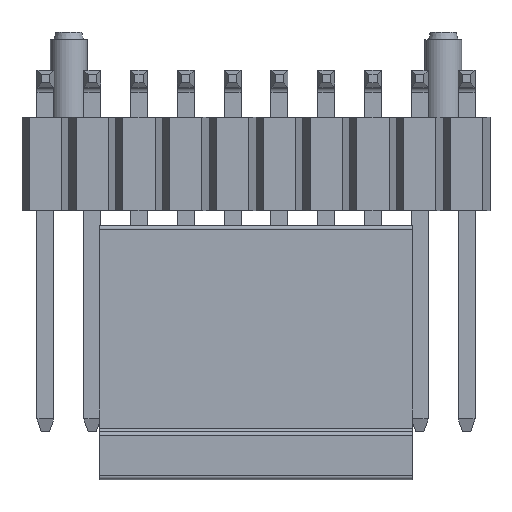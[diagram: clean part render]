
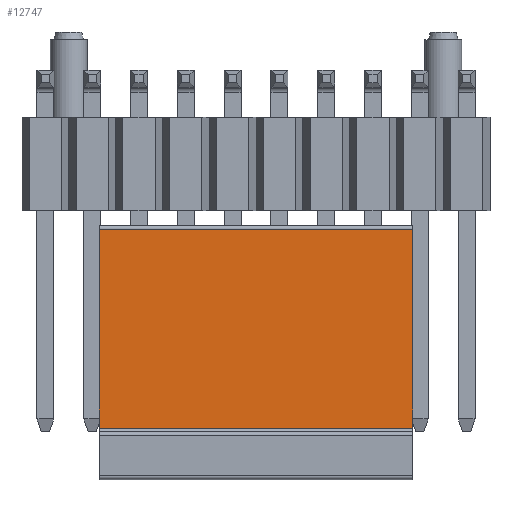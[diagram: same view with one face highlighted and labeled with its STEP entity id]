
A CAD part, front view. The second image highlights one B-rep face of the part: STEP entity #12747.
In plain terms, the highlighted face is planar.
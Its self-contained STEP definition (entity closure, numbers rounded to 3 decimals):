
#1011=FACE_OUTER_BOUND('',#1785,.T.);
#1785=EDGE_LOOP('',(#10557,#10558,#10559,#10560));
#3277=LINE('',#20280,#4775);
#3278=LINE('',#20284,#4776);
#3279=LINE('',#20286,#4777);
#3280=LINE('',#20287,#4778);
#4775=VECTOR('',#16928,1.);
#4776=VECTOR('',#16933,1.);
#4777=VECTOR('',#16934,1.);
#4778=VECTOR('',#16935,1.);
#5739=VERTEX_POINT('',#20277);
#5740=VERTEX_POINT('',#20279);
#5741=VERTEX_POINT('',#20283);
#5742=VERTEX_POINT('',#20285);
#7376=EDGE_CURVE('',#5740,#5739,#3277,.T.);
#7378=EDGE_CURVE('',#5739,#5741,#3278,.T.);
#7379=EDGE_CURVE('',#5742,#5741,#3279,.T.);
#7380=EDGE_CURVE('',#5740,#5742,#3280,.T.);
#10557=ORIENTED_EDGE('',*,*,#7378,.T.);
#10558=ORIENTED_EDGE('',*,*,#7379,.F.);
#10559=ORIENTED_EDGE('',*,*,#7380,.F.);
#10560=ORIENTED_EDGE('',*,*,#7376,.T.);
#11343=PLANE('',#13702);
#12747=ADVANCED_FACE('',(#1011),#11343,.F.);
#13702=AXIS2_PLACEMENT_3D('',#20282,#16931,#16932);
#16928=DIRECTION('',(1.,0.,0.));
#16931=DIRECTION('center_axis',(0.,-1.,0.));
#16932=DIRECTION('ref_axis',(0.,0.,-1.));
#16933=DIRECTION('',(0.,0.,-1.));
#16934=DIRECTION('',(1.,0.,0.));
#16935=DIRECTION('',(0.,0.,-1.));
#20277=CARTESIAN_POINT('',(10.589,2.249,-1.77));
#20279=CARTESIAN_POINT('',(2.089,2.249,-1.77));
#20280=CARTESIAN_POINT('',(2.089,2.249,-1.77));
#20282=CARTESIAN_POINT('Origin',(2.089,2.249,-1.77));
#20283=CARTESIAN_POINT('',(10.589,2.249,-7.17));
#20284=CARTESIAN_POINT('',(10.589,2.249,-1.77));
#20285=CARTESIAN_POINT('',(2.089,2.249,-7.17));
#20286=CARTESIAN_POINT('',(2.089,2.249,-7.17));
#20287=CARTESIAN_POINT('',(2.089,2.249,-1.77));
